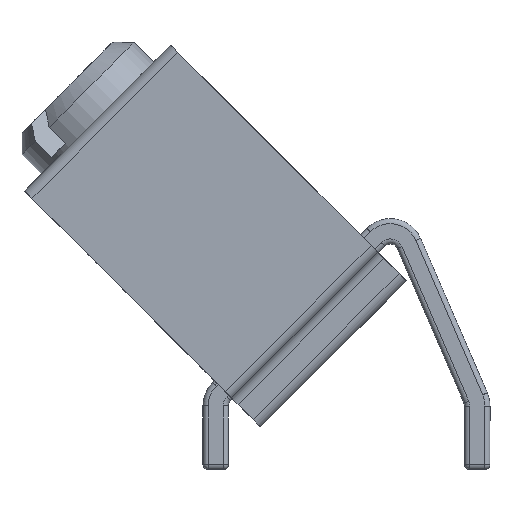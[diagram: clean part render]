
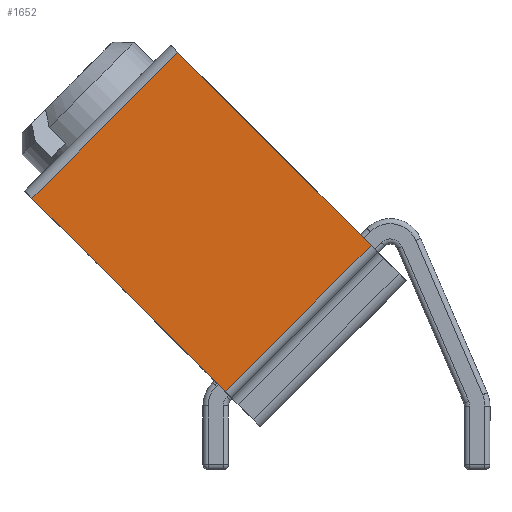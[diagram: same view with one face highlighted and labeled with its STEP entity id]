
A CAD part, front view. The second image highlights one B-rep face of the part: STEP entity #1652.
In plain terms, the highlighted face is planar.
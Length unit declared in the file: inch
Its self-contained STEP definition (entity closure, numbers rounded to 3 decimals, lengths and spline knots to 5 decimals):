
#86=PLANE('',#1858);
#189=LINE('',#2852,#307);
#199=LINE('',#2884,#317);
#206=LINE('',#2906,#324);
#215=LINE('',#2930,#333);
#307=VECTOR('',#2286,0.538);
#317=VECTOR('',#2320,0.406);
#324=VECTOR('',#2347,0.406);
#333=VECTOR('',#2378,0.538);
#477=FACE_OUTER_BOUND('',#585,.T.);
#585=EDGE_LOOP('',(#1485,#1486,#1487,#1488));
#815=VERTEX_POINT('',#2849);
#816=VERTEX_POINT('',#2851);
#826=VERTEX_POINT('',#2882);
#831=VERTEX_POINT('',#2904);
#1022=EDGE_CURVE('',#816,#815,#189,.T.);
#1040=EDGE_CURVE('',#826,#815,#199,.T.);
#1051=EDGE_CURVE('',#816,#831,#206,.T.);
#1063=EDGE_CURVE('',#826,#831,#215,.T.);
#1485=ORIENTED_EDGE('',*,*,#1040,.F.);
#1486=ORIENTED_EDGE('',*,*,#1063,.T.);
#1487=ORIENTED_EDGE('',*,*,#1051,.F.);
#1488=ORIENTED_EDGE('',*,*,#1022,.T.);
#1652=ADVANCED_FACE('',(#477),#86,.T.);
#1858=AXIS2_PLACEMENT_3D('',#2929,#2376,#2377);
#2286=DIRECTION('',(0.,0.,1.));
#2320=DIRECTION('',(0.,-1.,0.));
#2347=DIRECTION('',(0.,1.,0.));
#2376=DIRECTION('center_axis',(-1.,0.,0.));
#2377=DIRECTION('ref_axis',(0.,0.,1.));
#2378=DIRECTION('',(0.,0.,-1.));
#2849=CARTESIAN_POINT('',(-0.2325,-0.203,0.23));
#2851=CARTESIAN_POINT('',(-0.2325,-0.203,-0.308));
#2852=CARTESIAN_POINT('',(-0.2325,-0.203,-0.328));
#2882=CARTESIAN_POINT('',(-0.2325,0.203,0.23));
#2884=CARTESIAN_POINT('',(-0.2325,-0.203,0.23));
#2904=CARTESIAN_POINT('',(-0.2325,0.203,-0.308));
#2906=CARTESIAN_POINT('',(-0.2325,-0.203,-0.308));
#2929=CARTESIAN_POINT('Origin',(-0.2325,-0.203,0.25));
#2930=CARTESIAN_POINT('',(-0.2325,0.203,-0.328));
